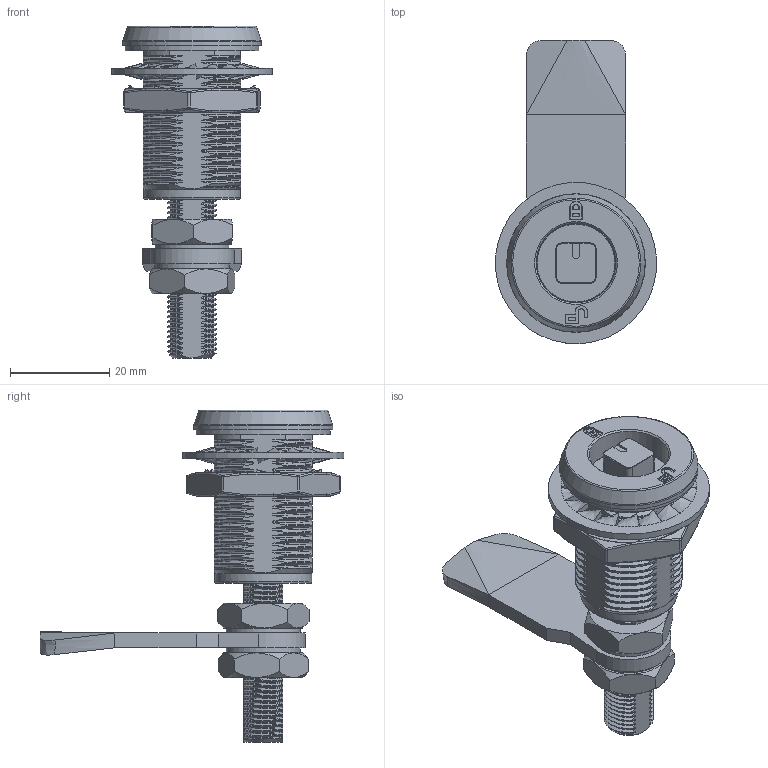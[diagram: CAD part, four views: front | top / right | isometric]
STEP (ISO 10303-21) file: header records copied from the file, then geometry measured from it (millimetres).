
FILE_DESCRIPTION(/* description */ (''),/* implementation_level */ '2;1');
FILE_NAME(/* name */ 'KCS-1442B.stp',/* time_stamp */ '2024-03-13T17:09:29+09:00',/* author */ ('user'),/* organization */ (''),/* preprocessor_version */ 'ST-DEVELOPER v15.6',/* originating_system */ 'Autodesk Inventor 2015',/* authorisation */ '');
FILE_SCHEMA (('AUTOMOTIVE_DESIGN { 1 0 10303 214 3 1 1 }'));
Products named in the file (10): 몸체 (1); WS1B4500; 너트-몸체 (1); 너트-샤프트; 샤프트 (1); 와샤-톱니-샤프트; 와셔-톱니; 코어 (1); 패킹 (1); KCS-1442B
Bounding box: 32.49 x 61.24 x 67 mm (x, y, z)
Volume: 18132.7 mm3; surface area: 18192.3 mm2
Topology: 11 solids, 11 shells, 1212 faces, 3238 edges, 2062 vertices
Faces by surface type: bspline 485, cylinder 425, plane 192, cone 41, torus 39, sphere 30
Full cylindrical faces by diameter (mm): 3 x1, 7 x1, 8.8 x2, 9.9 x1, 10.15 x2, 12.5 x1, 13.3 x1, 13.5 x1, 14.96 x2, 15.9 x3, 16.1 x2, 17.1 x1, 19.5 x1, 27 x1, 28 x1, 32.578 x1
Entity records: 288030 total; most frequent: CARTESIAN_POINT 264761, ORIENTED_EDGE 5862, DIRECTION 3408, EDGE_CURVE 2931, VERTEX_POINT 1900, EDGE_LOOP 1213, AXIS2_PLACEMENT_3D 1196, FACE_OUTER_BOUND 1123
